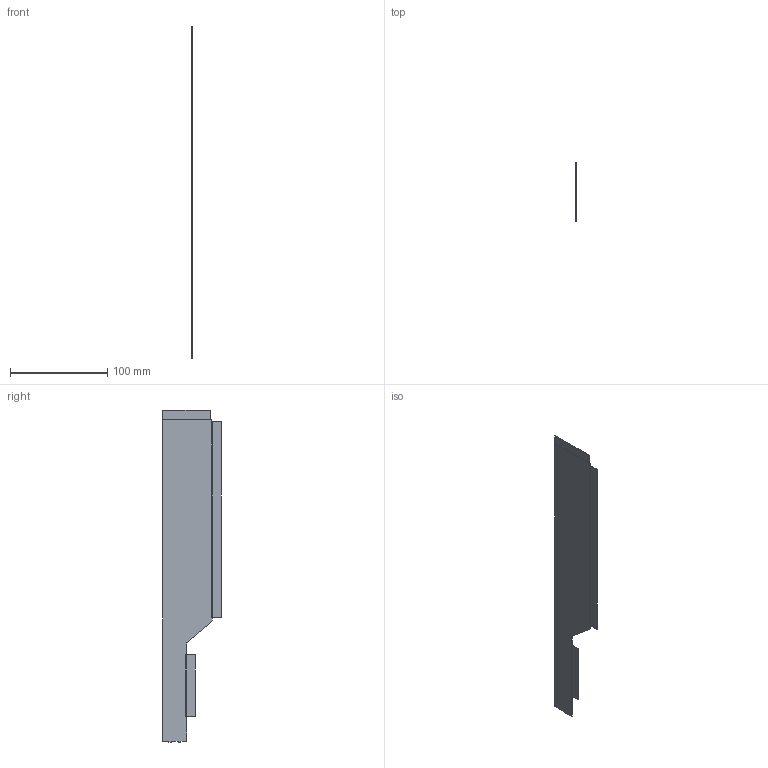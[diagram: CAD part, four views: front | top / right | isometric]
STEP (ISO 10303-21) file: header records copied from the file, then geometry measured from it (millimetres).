
FILE_DESCRIPTION(('produced by SPATIAL CORP'),'2;1');
FILE_NAME( 'part_33.prt.hh.sat.stp','2002-04-19T13:19:48+00:00',('SPATIAL CORP'),('SPATIAL CORP'), 'ACIS STEP Husk','http://www.spatial.com','SPATIAL CORP');
FILE_SCHEMA(('CONFIG_CONTROL_DESIGN'));
Length unit declared in the file: millimetre
Products named in the file (1): PRODUCT_ID_1
Bounding box: 0.76 x 60.52 x 341.45 mm (x, y, z)
Volume: 12884.6 mm3; surface area: 34437.2 mm2
Topology: 1 solids, 1 shells, 47 faces, 111 edges, 66 vertices
Faces by surface type: plane 45, cylinder 2
Entity records: 1282 total; most frequent: ORIENTED_EDGE 222, CARTESIAN_POINT 204, DIRECTION 169, EDGE_CURVE 111, VECTOR 107, LINE 107, VERTEX_POINT 66, EDGE_LOOP 47
